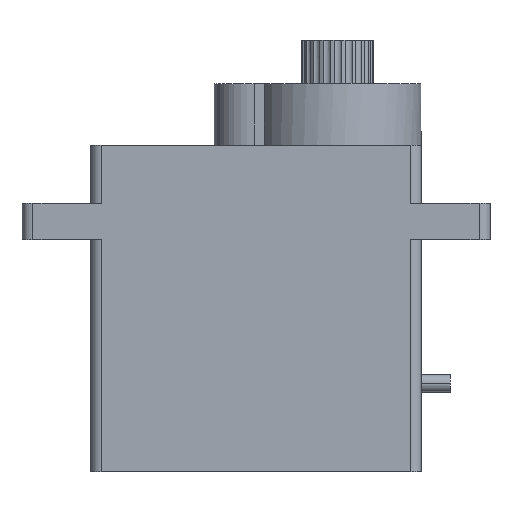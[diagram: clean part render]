
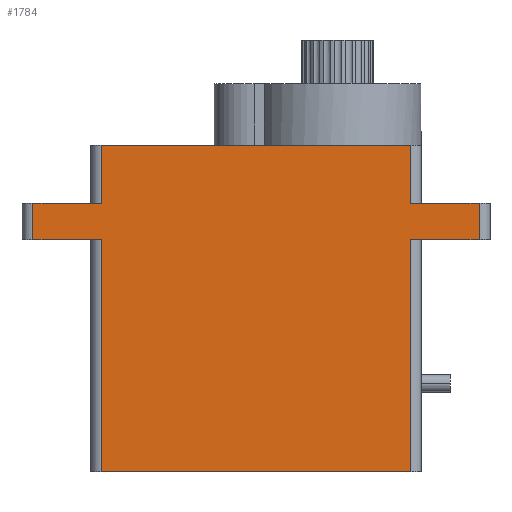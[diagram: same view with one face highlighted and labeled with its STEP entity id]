
A CAD part, top view. The second image highlights one B-rep face of the part: STEP entity #1784.
In plain terms, the highlighted planar face has unit normal (0, 0, 1).
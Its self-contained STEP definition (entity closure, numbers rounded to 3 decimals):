
#42=DIRECTION('',(-1.,0.,0.));
#43=VECTOR('',#42,4.75);
#44=CARTESIAN_POINT('',(-10.625,7.25,6.25));
#45=LINE('',#44,#43);
#142=DIRECTION('',(0.,-1.,0.));
#143=VECTOR('',#142,2.5);
#144=CARTESIAN_POINT('',(-15.375,7.25,6.25));
#145=LINE('',#144,#143);
#146=DIRECTION('',(0.,-1.,0.));
#147=VECTOR('',#146,4.);
#148=CARTESIAN_POINT('',(-10.625,11.25,6.25));
#149=LINE('',#148,#147);
#150=DIRECTION('',(-1.,0.,0.));
#151=VECTOR('',#150,21.25);
#152=CARTESIAN_POINT('',(10.625,11.25,6.25));
#153=LINE('',#152,#151);
#154=DIRECTION('',(0.,1.,0.));
#155=VECTOR('',#154,4.);
#156=CARTESIAN_POINT('',(10.625,7.25,6.25));
#157=LINE('',#156,#155);
#158=DIRECTION('',(0.,1.,0.));
#159=VECTOR('',#158,2.5);
#160=CARTESIAN_POINT('',(15.375,4.75,6.25));
#161=LINE('',#160,#159);
#162=DIRECTION('',(0.,1.,0.));
#163=VECTOR('',#162,16.);
#164=CARTESIAN_POINT('',(10.625,-11.25,6.25));
#165=LINE('',#164,#163);
#166=DIRECTION('',(1.,0.,0.));
#167=VECTOR('',#166,21.25);
#168=CARTESIAN_POINT('',(-10.625,-11.25,6.25));
#169=LINE('',#168,#167);
#170=DIRECTION('',(0.,-1.,0.));
#171=VECTOR('',#170,16.);
#172=CARTESIAN_POINT('',(-10.625,4.75,6.25));
#173=LINE('',#172,#171);
#209=DIRECTION('',(1.,0.,0.));
#210=VECTOR('',#209,4.75);
#211=CARTESIAN_POINT('',(-15.375,4.75,6.25));
#212=LINE('',#211,#210);
#309=DIRECTION('',(1.,0.,0.));
#310=VECTOR('',#309,4.75);
#311=CARTESIAN_POINT('',(10.625,4.75,6.25));
#312=LINE('',#311,#310);
#376=DIRECTION('',(-1.,0.,0.));
#377=VECTOR('',#376,4.75);
#378=CARTESIAN_POINT('',(15.375,7.25,6.25));
#379=LINE('',#378,#377);
#1317=CARTESIAN_POINT('',(-15.375,4.75,6.25));
#1319=VERTEX_POINT('',#1317);
#1323=CARTESIAN_POINT('',(-15.375,7.25,6.25));
#1324=VERTEX_POINT('',#1323);
#1325=CARTESIAN_POINT('',(-10.625,-11.25,6.25));
#1327=VERTEX_POINT('',#1325);
#1331=CARTESIAN_POINT('',(-10.625,4.75,6.25));
#1332=VERTEX_POINT('',#1331);
#1337=CARTESIAN_POINT('',(-10.625,11.25,6.25));
#1338=VERTEX_POINT('',#1337);
#1339=CARTESIAN_POINT('',(-10.625,7.25,6.25));
#1340=VERTEX_POINT('',#1339);
#1365=CARTESIAN_POINT('',(10.625,11.25,6.25));
#1367=VERTEX_POINT('',#1365);
#1371=CARTESIAN_POINT('',(10.625,7.25,6.25));
#1372=VERTEX_POINT('',#1371);
#1377=CARTESIAN_POINT('',(10.625,-11.25,6.25));
#1378=VERTEX_POINT('',#1377);
#1379=CARTESIAN_POINT('',(10.625,4.75,6.25));
#1380=VERTEX_POINT('',#1379);
#1381=CARTESIAN_POINT('',(15.375,7.25,6.25));
#1383=VERTEX_POINT('',#1381);
#1387=CARTESIAN_POINT('',(15.375,4.75,6.25));
#1388=VERTEX_POINT('',#1387);
#1756=CARTESIAN_POINT('',(0.,0.,6.25));
#1757=DIRECTION('',(0.,0.,1.));
#1758=DIRECTION('',(1.,0.,0.));
#1759=AXIS2_PLACEMENT_3D('',#1756,#1757,#1758);
#1760=PLANE('',#1759);
#1762=ORIENTED_EDGE('',*,*,#1761,.F.);
#1763=ORIENTED_EDGE('',*,*,#1664,.F.);
#1764=ORIENTED_EDGE('',*,*,#1738,.F.);
#1765=ORIENTED_EDGE('',*,*,#1725,.F.);
#1767=ORIENTED_EDGE('',*,*,#1766,.F.);
#1769=ORIENTED_EDGE('',*,*,#1768,.F.);
#1771=ORIENTED_EDGE('',*,*,#1770,.F.);
#1773=ORIENTED_EDGE('',*,*,#1772,.F.);
#1775=ORIENTED_EDGE('',*,*,#1774,.F.);
#1777=ORIENTED_EDGE('',*,*,#1776,.F.);
#1779=ORIENTED_EDGE('',*,*,#1778,.F.);
#1781=ORIENTED_EDGE('',*,*,#1780,.F.);
#1782=EDGE_LOOP('',(#1762,#1763,#1764,#1765,#1767,#1769,#1771,#1773,#1775,#1777,
#1779,#1781));
#1783=FACE_OUTER_BOUND('',#1782,.F.);
#1784=ADVANCED_FACE('',(#1783),#1760,.T.);
#1664=EDGE_CURVE('',#1340,#1324,#45,.T.);
#1725=EDGE_CURVE('',#1367,#1338,#153,.T.);
#1738=EDGE_CURVE('',#1338,#1340,#149,.T.);
#1761=EDGE_CURVE('',#1324,#1319,#145,.T.);
#1766=EDGE_CURVE('',#1372,#1367,#157,.T.);
#1768=EDGE_CURVE('',#1383,#1372,#379,.T.);
#1770=EDGE_CURVE('',#1388,#1383,#161,.T.);
#1772=EDGE_CURVE('',#1380,#1388,#312,.T.);
#1774=EDGE_CURVE('',#1378,#1380,#165,.T.);
#1776=EDGE_CURVE('',#1327,#1378,#169,.T.);
#1778=EDGE_CURVE('',#1332,#1327,#173,.T.);
#1780=EDGE_CURVE('',#1319,#1332,#212,.T.);
